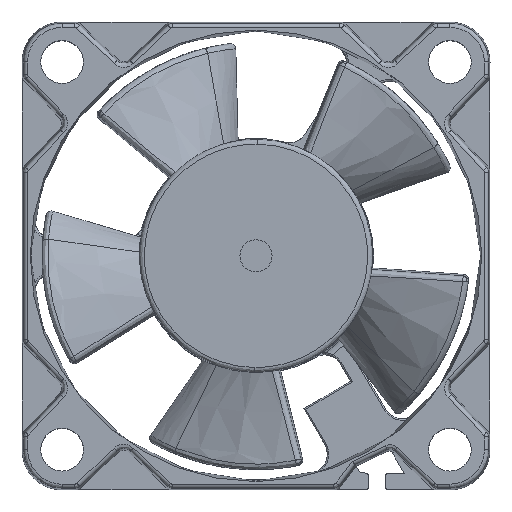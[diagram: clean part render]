
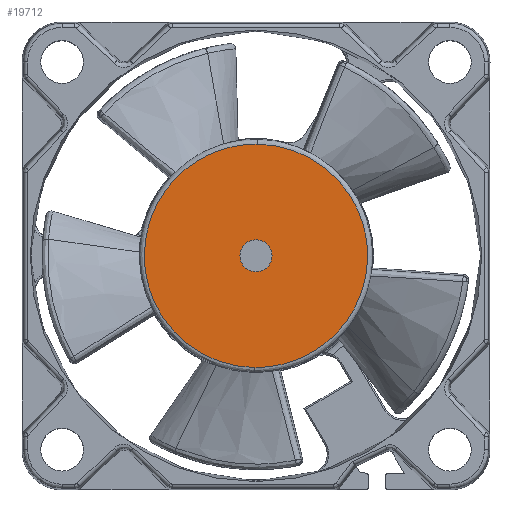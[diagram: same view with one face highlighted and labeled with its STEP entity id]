
A CAD part, top view. The second image highlights one B-rep face of the part: STEP entity #19712.
In plain terms, the highlighted planar face has unit normal (0, 0, 1).
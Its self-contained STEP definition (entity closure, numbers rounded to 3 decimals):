
#447 = PLANE ( 'NONE',  #20906 ) ;
#617 = DIRECTION ( 'NONE',  ( 1., 0., 0. ) ) ;
#895 = EDGE_CURVE ( 'NONE', #14429, #2586, #19666, .T. ) ;
#993 = EDGE_CURVE ( 'NONE', #3749, #13369, #7628, .T. ) ;
#1222 = CARTESIAN_POINT ( 'NONE',  ( -1.2, 0., 5.8 ) ) ;
#1230 = EDGE_CURVE ( 'NONE', #2586, #14429, #16509, .T. ) ;
#1709 = EDGE_CURVE ( 'NONE', #7640, #3749, #15606, .T. ) ;
#1747 = CARTESIAN_POINT ( 'NONE',  ( 0., -8.352, 5.8 ) ) ;
#2049 = CARTESIAN_POINT ( 'NONE',  ( 0., -8.352, 5.8 ) ) ;
#2076 = CARTESIAN_POINT ( 'NONE',  ( 1.2, 0., 5.8 ) ) ;
#2514 = CARTESIAN_POINT ( 'NONE',  ( 0., 8.352, 5.8 ) ) ;
#2586 = VERTEX_POINT ( 'NONE', #2076 ) ;
#3498 = ORIENTED_EDGE ( 'NONE', *, *, #895, .F. ) ;
#3655 = EDGE_CURVE ( 'NONE', #13369, #21193, #15732, .T. ) ;
#3749 = VERTEX_POINT ( 'NONE', #6194 ) ;
#3932 = EDGE_CURVE ( 'NONE', #21193, #7640, #5800, .T. ) ;
#4218 = CARTESIAN_POINT ( 'NONE',  ( 0.089, 8.352, 5.8 ) ) ;
#4365 = AXIS2_PLACEMENT_3D ( 'NONE', #21181, #17531, #17816 ) ;
#4409 = CARTESIAN_POINT ( 'NONE',  ( -16.442, 8.352, 5.8 ) ) ;
#5131 = CARTESIAN_POINT ( 'NONE',  ( 16.573, 8.089, 5.8 ) ) ;
#5529 = CARTESIAN_POINT ( 'NONE',  ( -0.089, -8.352, 5.8 ) ) ;
#5800 =( BOUNDED_CURVE ( )  B_SPLINE_CURVE ( 3, ( #16976, #5131, #11989, #1747 ),
 .UNSPECIFIED., .F., .F. ) 
 B_SPLINE_CURVE_WITH_KNOTS ( ( 4, 4 ),
 ( 0.005, 1. ),
 .UNSPECIFIED. ) 
 CURVE ( )  GEOMETRIC_REPRESENTATION_ITEM ( )  RATIONAL_B_SPLINE_CURVE ( ( 1., 0.339, 0.339, 1. ) ) 
 REPRESENTATION_ITEM ( '' )  );
#5860 = ORIENTED_EDGE ( 'NONE', *, *, #1709, .F. ) ;
#6194 = CARTESIAN_POINT ( 'NONE',  ( -0.133, -8.351, 5.8 ) ) ;
#6418 = ORIENTED_EDGE ( 'NONE', *, *, #993, .F. ) ;
#6986 = CARTESIAN_POINT ( 'NONE',  ( -0.133, -8.351, 5.8 ) ) ;
#7067 = CARTESIAN_POINT ( 'NONE',  ( -16.573, -8.089, 5.8 ) ) ;
#7140 = CARTESIAN_POINT ( 'NONE',  ( 0., 8.352, 5.8 ) ) ;
#7628 =( BOUNDED_CURVE ( )  B_SPLINE_CURVE ( 3, ( #6986, #7067, #4409, #7140 ),
 .UNSPECIFIED., .F., .F. ) 
 B_SPLINE_CURVE_WITH_KNOTS ( ( 4, 4 ),
 ( 0.005, 1. ),
 .UNSPECIFIED. ) 
 CURVE ( )  GEOMETRIC_REPRESENTATION_ITEM ( )  RATIONAL_B_SPLINE_CURVE ( ( 1., 0.339, 0.339, 1. ) ) 
 REPRESENTATION_ITEM ( '' )  );
#7640 = VERTEX_POINT ( 'NONE', #12569 ) ;
#7909 = ORIENTED_EDGE ( 'NONE', *, *, #1230, .F. ) ;
#9174 = ORIENTED_EDGE ( 'NONE', *, *, #3655, .F. ) ;
#9976 = CARTESIAN_POINT ( 'NONE',  ( -0.044, -8.352, 5.8 ) ) ;
#10125 = FACE_BOUND ( 'NONE', #14156, .T. ) ;
#10812 = DIRECTION ( 'NONE',  ( -1., 0., 0. ) ) ;
#11989 = CARTESIAN_POINT ( 'NONE',  ( 16.442, -8.352, 5.8 ) ) ;
#12113 = AXIS2_PLACEMENT_3D ( 'NONE', #15844, #19230, #617 ) ;
#12569 = CARTESIAN_POINT ( 'NONE',  ( 0., -8.352, 5.8 ) ) ;
#12738 = CARTESIAN_POINT ( 'NONE',  ( 0.044, 8.352, 5.8 ) ) ;
#12926 = ORIENTED_EDGE ( 'NONE', *, *, #3932, .F. ) ;
#13369 = VERTEX_POINT ( 'NONE', #20269 ) ;
#14156 = EDGE_LOOP ( 'NONE', ( #7909, #3498 ) ) ;
#14429 = VERTEX_POINT ( 'NONE', #1222 ) ;
#15606 =( BOUNDED_CURVE ( )  B_SPLINE_CURVE ( 3, ( #2049, #9976, #5529, #17359 ),
 .UNSPECIFIED., .F., .F. ) 
 B_SPLINE_CURVE_WITH_KNOTS ( ( 4, 4 ),
 ( 0., 0.005 ),
 .UNSPECIFIED. ) 
 CURVE ( )  GEOMETRIC_REPRESENTATION_ITEM ( )  RATIONAL_B_SPLINE_CURVE ( ( 1., 1., 1., 1. ) ) 
 REPRESENTATION_ITEM ( '' )  );
#15732 =( BOUNDED_CURVE ( )  B_SPLINE_CURVE ( 3, ( #2514, #12738, #4218, #16090 ),
 .UNSPECIFIED., .F., .F. ) 
 B_SPLINE_CURVE_WITH_KNOTS ( ( 4, 4 ),
 ( 0., 0.005 ),
 .UNSPECIFIED. ) 
 CURVE ( )  GEOMETRIC_REPRESENTATION_ITEM ( )  RATIONAL_B_SPLINE_CURVE ( ( 1., 1., 1., 1. ) ) 
 REPRESENTATION_ITEM ( '' )  );
#15844 = CARTESIAN_POINT ( 'NONE',  ( 0., 0., 5.8 ) ) ;
#16090 = CARTESIAN_POINT ( 'NONE',  ( 0.133, 8.351, 5.8 ) ) ;
#16242 = CARTESIAN_POINT ( 'NONE',  ( 0.133, 8.351, 5.8 ) ) ;
#16509 = CIRCLE ( 'NONE', #4365, 1.2 ) ;
#16976 = CARTESIAN_POINT ( 'NONE',  ( 0.133, 8.351, 5.8 ) ) ;
#17359 = CARTESIAN_POINT ( 'NONE',  ( -0.133, -8.351, 5.8 ) ) ;
#17455 = CARTESIAN_POINT ( 'NONE',  ( 0., 0., 5.8 ) ) ;
#17531 = DIRECTION ( 'NONE',  ( 0., 0., 1. ) ) ;
#17719 = EDGE_LOOP ( 'NONE', ( #5860, #12926, #9174, #6418 ) ) ;
#17816 = DIRECTION ( 'NONE',  ( 1., 0., 0. ) ) ;
#19013 = FACE_OUTER_BOUND ( 'NONE', #17719, .T. ) ;
#19230 = DIRECTION ( 'NONE',  ( 0., 0., 1. ) ) ;
#19666 = CIRCLE ( 'NONE', #12113, 1.2 ) ;
#19712 = ADVANCED_FACE ( 'NONE', ( #10125, #19013 ), #447, .F. ) ;
#20269 = CARTESIAN_POINT ( 'NONE',  ( 0., 8.352, 5.8 ) ) ;
#20831 = DIRECTION ( 'NONE',  ( 0., 0., -1. ) ) ;
#20906 = AXIS2_PLACEMENT_3D ( 'NONE', #17455, #20831, #10812 ) ;
#21181 = CARTESIAN_POINT ( 'NONE',  ( 0., 0., 5.8 ) ) ;
#21193 = VERTEX_POINT ( 'NONE', #16242 ) ;
